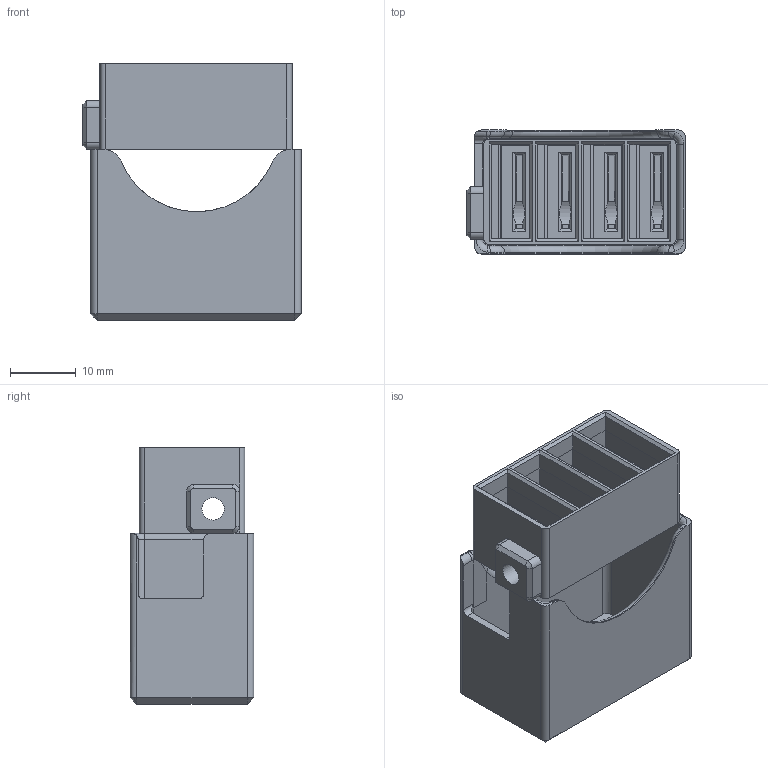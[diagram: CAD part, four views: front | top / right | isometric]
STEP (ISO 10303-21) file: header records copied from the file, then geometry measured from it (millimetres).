
FILE_DESCRIPTION(('FreeCAD Model'),'2;1');
FILE_NAME('Open CASCADE Shape Model','2024-11-11T11:58:10',('Author'),( ''),'Open CASCADE STEP processor 7.6','FreeCAD','Unknown');
FILE_SCHEMA(('AUTOMOTIVE_DESIGN { 1 0 10303 214 1 1 1 1 }'));
Length unit declared in the file: millimetre
Products named in the file (3): Neutral_Labs_Case_Mount_Nut_Stash; Case; lid
Assembly tree (2 placements, depth 2):
  Neutral_Labs_Case_Mount_Nut_Stash
    Case
    lid
Bounding box: 33.2 x 18.8 x 39 mm (x, y, z)
Volume: 6248.9 mm3; surface area: 8958.5 mm2
Topology: 2 solids, 2 shells, 211 faces, 528 edges, 322 vertices
Faces by surface type: plane 86, bspline 75, cylinder 31, torus 11, cone 8
Full cylindrical faces by diameter (mm): 3.4 x2, 6.4 x1
Entity records: 8671 total; most frequent: CARTESIAN_POINT 4105, ORIENTED_EDGE 1048, DIRECTION 716, EDGE_CURVE 524, VERTEX_POINT 322, LINE 268, VECTOR 268, FACE_BOUND 226
